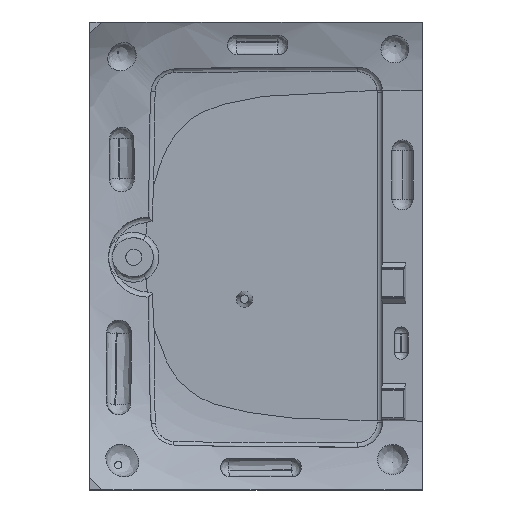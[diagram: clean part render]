
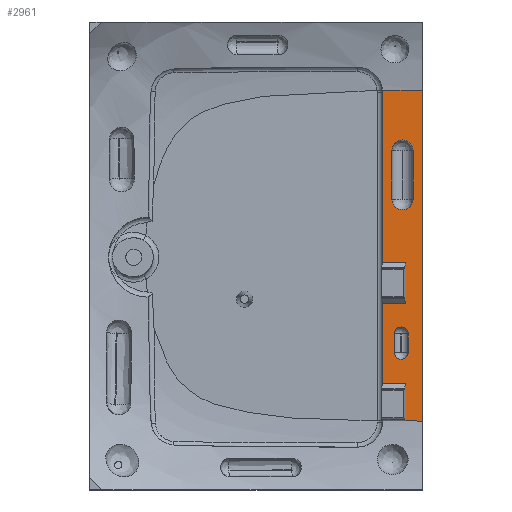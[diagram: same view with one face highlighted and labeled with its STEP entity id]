
A CAD part, top view. The second image highlights one B-rep face of the part: STEP entity #2961.
In plain terms, the highlighted planar face has unit normal (0, 0, 1).
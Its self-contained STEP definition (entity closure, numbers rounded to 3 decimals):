
#32=FACE_BOUND('',#675,.T.);
#33=FACE_BOUND('',#676,.T.);
#72=CIRCLE('',#3045,1.901);
#77=CIRCLE('',#3053,1.267);
#105=CIRCLE('',#3099,1.901);
#106=CIRCLE('',#3102,1.267);
#107=CIRCLE('',#3125,4.609);
#172=LINE('',#3863,#290);
#178=LINE('',#4085,#296);
#188=LINE('',#5623,#306);
#194=LINE('',#5887,#312);
#221=LINE('',#7071,#339);
#226=LINE('',#7081,#344);
#236=LINE('',#7116,#354);
#237=LINE('',#7119,#355);
#238=LINE('',#7131,#356);
#239=LINE('',#7142,#357);
#240=LINE('',#7144,#358);
#241=LINE('',#7146,#359);
#242=LINE('',#7148,#360);
#243=LINE('',#7149,#361);
#290=VECTOR('',#3211,10.);
#296=VECTOR('',#3233,10.);
#306=VECTOR('',#3295,10.);
#312=VECTOR('',#3327,10.);
#339=VECTOR('',#3402,10.);
#344=VECTOR('',#3409,10.);
#354=VECTOR('',#3435,10.);
#355=VECTOR('',#3438,10.);
#356=VECTOR('',#3439,10.);
#357=VECTOR('',#3442,10.);
#358=VECTOR('',#3443,10.);
#359=VECTOR('',#3444,10.);
#360=VECTOR('',#3445,10.);
#361=VECTOR('',#3446,10.);
#431=PLANE('',#3124);
#536=FACE_OUTER_BOUND('',#674,.T.);
#674=EDGE_LOOP('',(#2292,#2293,#2294,#2295,#2296,#2297,#2298,#2299,#2300,
#2301,#2302,#2303,#2304,#2305));
#675=EDGE_LOOP('',(#2306,#2307,#2308,#2309));
#676=EDGE_LOOP('',(#2310,#2311,#2312,#2313));
#860=B_SPLINE_CURVE_WITH_KNOTS('',3,(#7121,#7122,#7123,#7124),
 .UNSPECIFIED.,.F.,.F.,(4,4),(0.003,0.003),
 .UNSPECIFIED.);
#861=B_SPLINE_CURVE_WITH_KNOTS('',3,(#7126,#7127,#7128,#7129),
 .UNSPECIFIED.,.F.,.F.,(4,4),(19.341,20.316),
 .UNSPECIFIED.);
#862=B_SPLINE_CURVE_WITH_KNOTS('',3,(#7133,#7134,#7135,#7136,#7137,#7138),
 .UNSPECIFIED.,.F.,.F.,(4,2,4),(0.203,0.644,0.918),
 .UNSPECIFIED.);
#1058=VERTEX_POINT('',#3861);
#1059=VERTEX_POINT('',#3862);
#1062=VERTEX_POINT('',#3870);
#1075=VERTEX_POINT('',#4083);
#1076=VERTEX_POINT('',#4084);
#1079=VERTEX_POINT('',#4092);
#1131=VERTEX_POINT('',#5622);
#1144=VERTEX_POINT('',#5886);
#1189=VERTEX_POINT('',#7068);
#1190=VERTEX_POINT('',#7070);
#1193=VERTEX_POINT('',#7078);
#1194=VERTEX_POINT('',#7080);
#1200=VERTEX_POINT('',#7118);
#1201=VERTEX_POINT('',#7120);
#1202=VERTEX_POINT('',#7125);
#1203=VERTEX_POINT('',#7130);
#1204=VERTEX_POINT('',#7132);
#1205=VERTEX_POINT('',#7139);
#1206=VERTEX_POINT('',#7141);
#1207=VERTEX_POINT('',#7143);
#1208=VERTEX_POINT('',#7145);
#1209=VERTEX_POINT('',#7147);
#1420=EDGE_CURVE('',#1058,#1059,#172,.T.);
#1424=EDGE_CURVE('',#1059,#1062,#72,.T.);
#1440=EDGE_CURVE('',#1075,#1076,#178,.T.);
#1444=EDGE_CURVE('',#1076,#1079,#77,.T.);
#1515=EDGE_CURVE('',#1062,#1131,#188,.T.);
#1538=EDGE_CURVE('',#1079,#1144,#194,.T.);
#1581=EDGE_CURVE('',#1131,#1058,#105,.T.);
#1583=EDGE_CURVE('',#1144,#1075,#106,.T.);
#1610=EDGE_CURVE('',#1190,#1189,#221,.T.);
#1615=EDGE_CURVE('',#1194,#1193,#226,.T.);
#1628=EDGE_CURVE('',#1193,#1190,#236,.T.);
#1629=EDGE_CURVE('',#1189,#1200,#237,.T.);
#1630=EDGE_CURVE('',#1200,#1201,#860,.T.);
#1631=EDGE_CURVE('',#1202,#1201,#861,.F.);
#1632=EDGE_CURVE('',#1202,#1203,#238,.T.);
#1633=EDGE_CURVE('',#1204,#1203,#862,.F.);
#1634=EDGE_CURVE('',#1204,#1205,#107,.T.);
#1635=EDGE_CURVE('',#1205,#1206,#239,.T.);
#1636=EDGE_CURVE('',#1206,#1207,#240,.T.);
#1637=EDGE_CURVE('',#1207,#1208,#241,.T.);
#1638=EDGE_CURVE('',#1208,#1209,#242,.T.);
#1639=EDGE_CURVE('',#1209,#1194,#243,.T.);
#2292=ORIENTED_EDGE('',*,*,#1615,.T.);
#2293=ORIENTED_EDGE('',*,*,#1628,.T.);
#2294=ORIENTED_EDGE('',*,*,#1610,.T.);
#2295=ORIENTED_EDGE('',*,*,#1629,.T.);
#2296=ORIENTED_EDGE('',*,*,#1630,.T.);
#2297=ORIENTED_EDGE('',*,*,#1631,.F.);
#2298=ORIENTED_EDGE('',*,*,#1632,.T.);
#2299=ORIENTED_EDGE('',*,*,#1633,.F.);
#2300=ORIENTED_EDGE('',*,*,#1634,.T.);
#2301=ORIENTED_EDGE('',*,*,#1635,.T.);
#2302=ORIENTED_EDGE('',*,*,#1636,.T.);
#2303=ORIENTED_EDGE('',*,*,#1637,.T.);
#2304=ORIENTED_EDGE('',*,*,#1638,.T.);
#2305=ORIENTED_EDGE('',*,*,#1639,.T.);
#2306=ORIENTED_EDGE('',*,*,#1515,.T.);
#2307=ORIENTED_EDGE('',*,*,#1581,.T.);
#2308=ORIENTED_EDGE('',*,*,#1420,.T.);
#2309=ORIENTED_EDGE('',*,*,#1424,.T.);
#2310=ORIENTED_EDGE('',*,*,#1538,.T.);
#2311=ORIENTED_EDGE('',*,*,#1583,.T.);
#2312=ORIENTED_EDGE('',*,*,#1440,.T.);
#2313=ORIENTED_EDGE('',*,*,#1444,.T.);
#2961=ADVANCED_FACE('',(#536,#32,#33),#431,.T.);
#3045=AXIS2_PLACEMENT_3D('',#3871,#3217,#3218);
#3053=AXIS2_PLACEMENT_3D('',#4093,#3239,#3240);
#3099=AXIS2_PLACEMENT_3D('',#6994,#3347,#3348);
#3102=AXIS2_PLACEMENT_3D('',#7017,#3353,#3354);
#3124=AXIS2_PLACEMENT_3D('',#7117,#3436,#3437);
#3125=AXIS2_PLACEMENT_3D('',#7140,#3440,#3441);
#3211=DIRECTION('',(0.,1.,0.));
#3217=DIRECTION('center_axis',(0.,0.,-1.));
#3218=DIRECTION('ref_axis',(1.,0.,0.));
#3233=DIRECTION('',(0.,1.,0.));
#3239=DIRECTION('center_axis',(0.,0.,-1.));
#3240=DIRECTION('ref_axis',(1.,0.,0.));
#3295=DIRECTION('',(0.,-1.,0.));
#3327=DIRECTION('',(0.,-1.,0.));
#3347=DIRECTION('center_axis',(0.,0.,-1.));
#3348=DIRECTION('ref_axis',(-1.,0.,0.));
#3353=DIRECTION('center_axis',(0.,0.,-1.));
#3354=DIRECTION('ref_axis',(-1.,0.,0.));
#3402=DIRECTION('',(-1.,0.,0.));
#3409=DIRECTION('',(1.,0.,0.));
#3435=DIRECTION('',(0.,-1.,0.));
#3436=DIRECTION('center_axis',(0.,0.,1.));
#3437=DIRECTION('ref_axis',(1.,0.,0.));
#3438=DIRECTION('',(0.,-1.,0.));
#3439=DIRECTION('',(0.,1.,0.));
#3440=DIRECTION('center_axis',(0.,0.,-1.));
#3441=DIRECTION('ref_axis',(-1.,0.,0.));
#3442=DIRECTION('',(0.,-1.,0.));
#3443=DIRECTION('',(1.,0.,0.));
#3444=DIRECTION('',(0.,-1.,0.));
#3445=DIRECTION('',(-1.,0.,0.));
#3446=DIRECTION('',(0.,-1.,0.));
#3861=CARTESIAN_POINT('',(-23.432,10.153,-29.67));
#3862=CARTESIAN_POINT('',(-23.432,18.975,-29.67));
#3863=CARTESIAN_POINT('',(-23.432,9.146,-29.67));
#3870=CARTESIAN_POINT('',(-19.63,18.975,-29.67));
#3871=CARTESIAN_POINT('Origin',(-21.531,18.975,-29.67));
#4083=CARTESIAN_POINT('',(-23.034,-17.4,-29.67));
#4084=CARTESIAN_POINT('',(-23.034,-14.105,-29.67));
#4085=CARTESIAN_POINT('',(-23.034,-7.394,-29.67));
#4092=CARTESIAN_POINT('',(-20.499,-14.105,-29.67));
#4093=CARTESIAN_POINT('Origin',(-21.767,-14.105,-29.67));
#5622=CARTESIAN_POINT('',(-19.63,10.153,-29.67));
#5623=CARTESIAN_POINT('',(-19.63,4.735,-29.67));
#5886=CARTESIAN_POINT('',(-20.499,-17.4,-29.67));
#5887=CARTESIAN_POINT('',(-20.499,-9.042,-29.67));
#6994=CARTESIAN_POINT('Origin',(-21.531,10.153,-29.67));
#7017=CARTESIAN_POINT('Origin',(-21.767,-17.4,-29.67));
#7068=CARTESIAN_POINT('',(-25.107,-29.753,-29.67));
#7070=CARTESIAN_POINT('',(-20.952,-29.753,-29.67));
#7071=CARTESIAN_POINT('',(-8.126,-29.753,-29.67));
#7078=CARTESIAN_POINT('',(-20.952,-23.047,-29.67));
#7080=CARTESIAN_POINT('',(-25.107,-23.047,-29.67));
#7081=CARTESIAN_POINT('',(-8.126,-23.047,-29.67));
#7116=CARTESIAN_POINT('',(-20.952,-8.084,-29.67));
#7117=CARTESIAN_POINT('Origin',(9.06,-0.684,-29.67));
#7118=CARTESIAN_POINT('',(-25.107,-29.758,-29.67));
#7119=CARTESIAN_POINT('',(-25.107,14.601,-29.67));
#7120=CARTESIAN_POINT('',(-25.107,-29.759,-29.67));
#7121=CARTESIAN_POINT('Ctrl Pts',(-25.107,-29.758,-29.67));
#7122=CARTESIAN_POINT('Ctrl Pts',(-25.107,-29.759,-29.67));
#7123=CARTESIAN_POINT('Ctrl Pts',(-25.107,-29.759,-29.67));
#7124=CARTESIAN_POINT('Ctrl Pts',(-25.107,-29.759,-29.67));
#7125=CARTESIAN_POINT('',(-17.933,-29.796,-29.67));
#7126=CARTESIAN_POINT('Ctrl Pts',(-25.107,-29.759,-29.67));
#7127=CARTESIAN_POINT('Ctrl Pts',(-22.514,-29.784,-29.67));
#7128=CARTESIAN_POINT('Ctrl Pts',(-19.907,-29.792,-29.67));
#7129=CARTESIAN_POINT('Ctrl Pts',(-17.933,-29.796,-29.67));
#7130=CARTESIAN_POINT('',(-17.933,29.791,-29.67));
#7131=CARTESIAN_POINT('',(-17.933,-21.134,-29.67));
#7132=CARTESIAN_POINT('',(-25.116,29.771,-29.67));
#7133=CARTESIAN_POINT('Ctrl Pts',(-17.933,29.791,-29.67));
#7134=CARTESIAN_POINT('Ctrl Pts',(-19.424,29.79,-29.67));
#7135=CARTESIAN_POINT('Ctrl Pts',(-20.913,29.787,-29.67));
#7136=CARTESIAN_POINT('Ctrl Pts',(-23.131,29.781,-29.67));
#7137=CARTESIAN_POINT('Ctrl Pts',(-24.102,29.777,-29.67));
#7138=CARTESIAN_POINT('Ctrl Pts',(-25.116,29.771,-29.67));
#7139=CARTESIAN_POINT('',(-25.107,29.479,-29.67));
#7140=CARTESIAN_POINT('Origin',(-29.716,29.479,-29.67));
#7141=CARTESIAN_POINT('',(-25.107,-1.28,-29.67));
#7142=CARTESIAN_POINT('',(-25.107,14.601,-29.67));
#7143=CARTESIAN_POINT('',(-20.952,-1.28,-29.67));
#7144=CARTESIAN_POINT('',(-8.126,-1.28,-29.67));
#7145=CARTESIAN_POINT('',(-20.952,-8.609,-29.67));
#7146=CARTESIAN_POINT('',(-20.952,-8.084,-29.67));
#7147=CARTESIAN_POINT('',(-25.107,-8.609,-29.67));
#7148=CARTESIAN_POINT('',(-8.126,-8.609,-29.67));
#7149=CARTESIAN_POINT('',(-25.107,14.601,-29.67));
